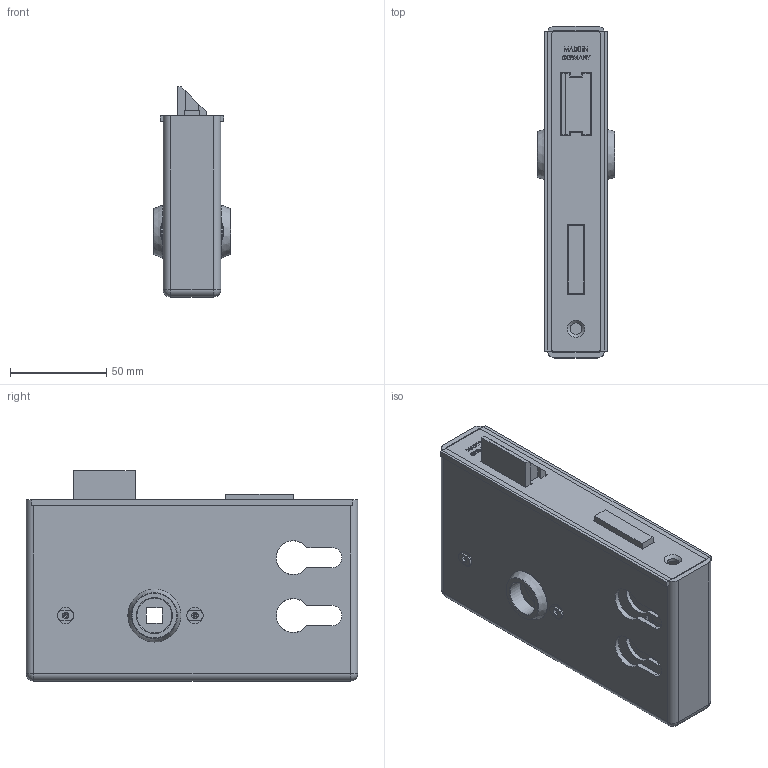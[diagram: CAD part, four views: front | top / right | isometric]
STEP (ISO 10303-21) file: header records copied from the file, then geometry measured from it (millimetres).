
FILE_DESCRIPTION (( 'STEP AP203' ), '1' );
FILE_NAME ('14407.STEP', '2021-11-24T12:29:19', ( '' ), ( '' ), 'SwSTEP 2.0', 'SolidWorks 2018', '' );
FILE_SCHEMA (( 'CONFIG_CONTROL_DESIGN' ));
Length unit declared in the file: millimetre
Products named in the file (13): countersunk flat head cross recess screw_din_ISO 7046-1 - M4 x 8 - Z --- 8S; countersunk flat head cross recess screw_din; 14407 Teil1_14407; 14407 Teil2; 14407; 14407 Teil2_14407; 3810-GS; 14407 Teil1
Assembly tree (8 placements, depth 2):
  countersunk flat head cross recess screw_din
  14407 Teil2
  14407
    14407 Teil1_14407
    14407 Teil2_14407
    3810-GS  x2
    countersunk flat head cross recess screw_din_ISO 7046-1 - M4 x 8 - Z --- 8S  x4
  countersunk flat head cross recess screw_din
  countersunk flat head cross recess screw_din
Bounding box: 40 x 172 x 109 mm (x, y, z)
Volume: 181736.1 mm3; surface area: 155108.3 mm2
Topology: 13 solids, 13 shells, 841 faces, 2178 edges, 1392 vertices
Faces by surface type: plane 503, cylinder 141, cone 95, bspline 78, torus 16, sphere 8
Full cylindrical faces by diameter (mm): 3.3 x4, 4 x32, 4.2 x2, 5.25 x4, 5.5 x2, 5.8 x2, 6 x1, 6.3 x2, 6.5 x1, 8 x2, 8.4 x6, 18.2 x2, 20.2 x2, 21 x1, 22 x4
Entity records: 26225 total; most frequent: CARTESIAN_POINT 8528, ORIENTED_EDGE 3456, DIRECTION 3060, EDGE_CURVE 1728, VECTOR 1300, LINE 1300, VERTEX_POINT 1172, EDGE_LOOP 890
